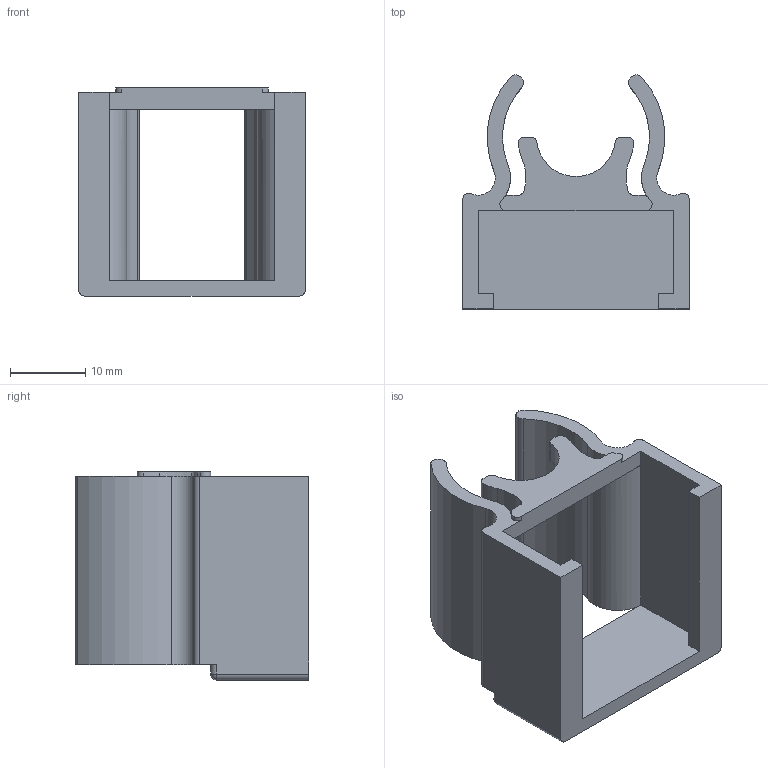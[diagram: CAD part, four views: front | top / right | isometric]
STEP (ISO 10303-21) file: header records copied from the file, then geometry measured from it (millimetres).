
FILE_DESCRIPTION (( 'STEP AP214' ), '1' );
FILE_NAME ('71264 Hotend Fan Shroud v2.STEP', '2019-06-27T12:51:54', ( '' ), ( '' ), 'SwSTEP 2.0', 'SolidWorks 2018', '' );
FILE_SCHEMA (( 'AUTOMOTIVE_DESIGN' ));
Length unit declared in the file: millimetre
Products named in the file (1): 71264 Hotend Fan Shroud v2
Bounding box: 30.06 x 31.02 x 27.61 mm (x, y, z)
Volume: 4823.1 mm3; surface area: 5334.1 mm2
Topology: 1 solids, 1 shells, 59 faces, 167 edges, 106 vertices
Faces by surface type: cylinder 34, plane 23, sphere 2
Entity records: 1951 total; most frequent: DIRECTION 355, CARTESIAN_POINT 331, ORIENTED_EDGE 330, EDGE_CURVE 165, AXIS2_PLACEMENT_3D 130, VERTEX_POINT 106, LINE 95, VECTOR 95
